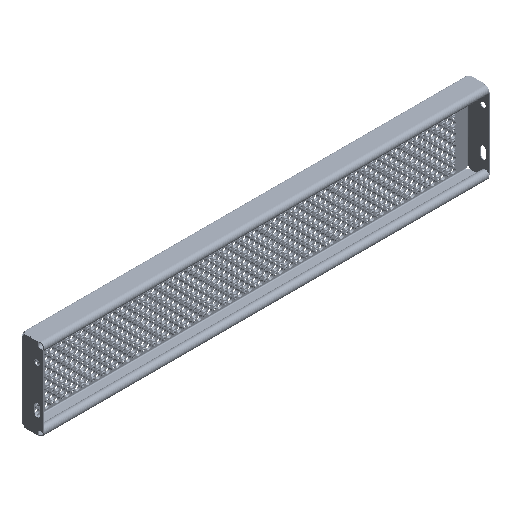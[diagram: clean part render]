
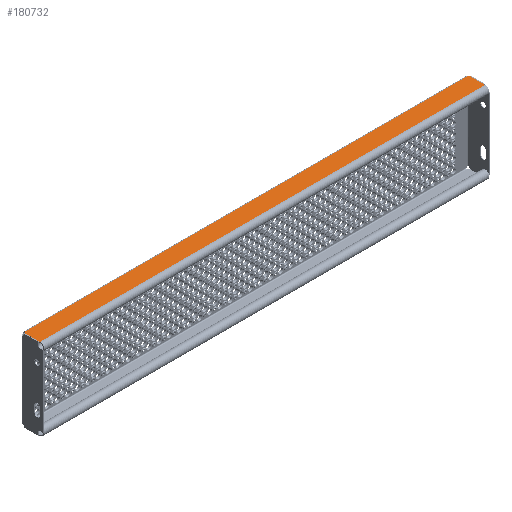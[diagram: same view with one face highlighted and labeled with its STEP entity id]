
A CAD part, isometric view. The second image highlights one B-rep face of the part: STEP entity #180732.
In plain terms, the highlighted planar face has unit normal (0, 0, 1).
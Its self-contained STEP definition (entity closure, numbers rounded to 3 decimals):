
#31980 = CARTESIAN_POINT ( 'NONE',  ( -547.99, -44.498, 100. ) ) ;
#31981 = CARTESIAN_POINT ( 'NONE',  ( -547.99, -7.185, 100. ) ) ;
#31985 = CARTESIAN_POINT ( 'NONE',  ( -544.302, -4., 100. ) ) ;
#31987 = CARTESIAN_POINT ( 'NONE',  ( 544.302, -4., 100. ) ) ;
#31993 = CARTESIAN_POINT ( 'NONE',  ( 547.99, -44.498, 100. ) ) ;
#31996 = CARTESIAN_POINT ( 'NONE',  ( 547.99, -7.185, 100. ) ) ;
#48110 = AXIS2_PLACEMENT_3D ( 'NONE', #49108, #49109, #49110 ) ;
#49107 = PLANE ( 'NONE',  #48110 ) ;
#49108 = CARTESIAN_POINT ( 'NONE',  ( -549., 195.712, 100. ) ) ;
#49109 = DIRECTION ( 'NONE',  ( 0., 0., 1. ) ) ;
#49110 = DIRECTION ( 'NONE',  ( 0., -1., 0. ) ) ;
#52379 = FACE_OUTER_BOUND ( 'NONE', #246206, .T. ) ;
#96101 = LINE ( 'NONE', #129614, #127904 ) ;
#96104 = LINE ( 'NONE', #129704, #127913 ) ;
#96108 = LINE ( 'NONE', #129712, #127928 ) ;
#96110 = LINE ( 'NONE', #129725, #127947 ) ;
#127904 = VECTOR ( 'NONE', #129615, 1000. ) ;
#127913 = VECTOR ( 'NONE', #129705, 1000. ) ;
#127928 = VECTOR ( 'NONE', #129713, 1000. ) ;
#127936 = CIRCLE ( 'NONE', #127949, 5. ) ;
#127940 = CIRCLE ( 'NONE', #127943, 5. ) ;
#127943 = AXIS2_PLACEMENT_3D ( 'NONE', #129722, #129723, #129724 ) ;
#127947 = VECTOR ( 'NONE', #129726, 1000. ) ;
#127949 = AXIS2_PLACEMENT_3D ( 'NONE', #129727, #129728, #129729 ) ;
#129614 = CARTESIAN_POINT ( 'NONE',  ( -547.99, -7.185, 100. ) ) ;
#129615 = DIRECTION ( 'NONE',  ( 0., -1., 0. ) ) ;
#129704 = CARTESIAN_POINT ( 'NONE',  ( -549., -4., 100. ) ) ;
#129705 = DIRECTION ( 'NONE',  ( 1., 0., 0. ) ) ;
#129712 = CARTESIAN_POINT ( 'NONE',  ( 547.99, -7.185, 100. ) ) ;
#129713 = DIRECTION ( 'NONE',  ( 0., 1., 0. ) ) ;
#129722 = CARTESIAN_POINT ( 'NONE',  ( 549., -2.288, 100. ) ) ;
#129723 = DIRECTION ( 'NONE',  ( 0., 0., -1. ) ) ;
#129724 = DIRECTION ( 'NONE',  ( 0., -1., 0. ) ) ;
#129725 = CARTESIAN_POINT ( 'NONE',  ( -547.99, -44.498, 100. ) ) ;
#129726 = DIRECTION ( 'NONE',  ( 1., 0., 0. ) ) ;
#129727 = CARTESIAN_POINT ( 'NONE',  ( -549., -2.288, 100. ) ) ;
#129728 = DIRECTION ( 'NONE',  ( 0., 0., -1. ) ) ;
#129729 = DIRECTION ( 'NONE',  ( 0., -1., 0. ) ) ;
#174231 = VERTEX_POINT ( 'NONE', #31980 ) ;
#174233 = VERTEX_POINT ( 'NONE', #31981 ) ;
#174237 = VERTEX_POINT ( 'NONE', #31985 ) ;
#174238 = VERTEX_POINT ( 'NONE', #31987 ) ;
#174244 = VERTEX_POINT ( 'NONE', #31993 ) ;
#174248 = VERTEX_POINT ( 'NONE', #31996 ) ;
#180732 = ADVANCED_FACE ( 'NONE', ( #52379 ), #49107, .T. ) ;
#224305 = EDGE_CURVE ( 'NONE', #174233, #174231, #96101, .T. ) ;
#224318 = EDGE_CURVE ( 'NONE', #174237, #174238, #96104, .T. ) ;
#224322 = EDGE_CURVE ( 'NONE', #174244, #174248, #96108, .T. ) ;
#224326 = EDGE_CURVE ( 'NONE', #174248, #174238, #127940, .T. ) ;
#224327 = EDGE_CURVE ( 'NONE', #174231, #174244, #96110, .T. ) ;
#224328 = EDGE_CURVE ( 'NONE', #174237, #174233, #127936, .T. ) ;
#226145 = ORIENTED_EDGE ( 'NONE', *, *, #224326, .T. ) ;
#226151 = ORIENTED_EDGE ( 'NONE', *, *, #224327, .T. ) ;
#226156 = ORIENTED_EDGE ( 'NONE', *, *, #224318, .F. ) ;
#226160 = ORIENTED_EDGE ( 'NONE', *, *, #224322, .T. ) ;
#226164 = ORIENTED_EDGE ( 'NONE', *, *, #224328, .T. ) ;
#226171 = ORIENTED_EDGE ( 'NONE', *, *, #224305, .T. ) ;
#246206 = EDGE_LOOP ( 'NONE', ( #226151, #226160, #226145, #226156, #226164, #226171 ) ) ;
